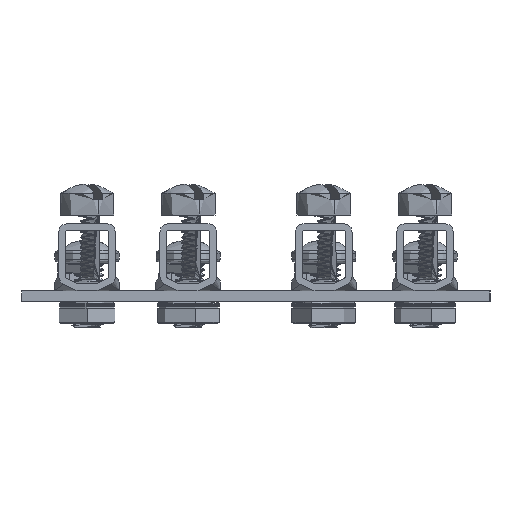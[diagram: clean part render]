
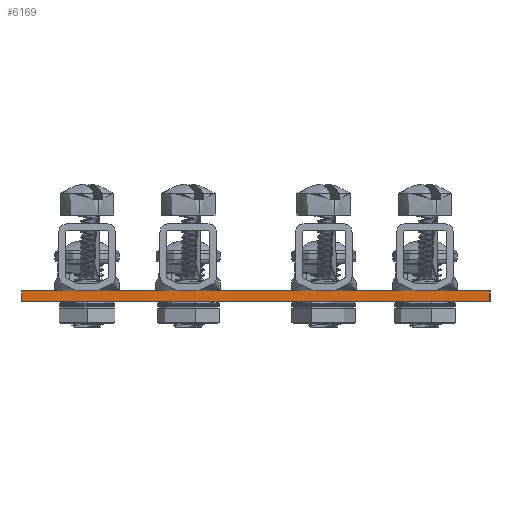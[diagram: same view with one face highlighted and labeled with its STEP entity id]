
A CAD part, front view. The second image highlights one B-rep face of the part: STEP entity #6169.
In plain terms, the highlighted planar face has unit normal (0, -1, 0).
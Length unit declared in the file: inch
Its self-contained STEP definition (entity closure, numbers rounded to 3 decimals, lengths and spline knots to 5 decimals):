
#6169 = ADVANCED_FACE ( 'NONE', ( #75722 ), #49421, .F. ) ;
#9006 = VERTEX_POINT ( 'NONE', #73329 ) ;
#15103 = EDGE_CURVE ( 'NONE', #73159, #76968, #60010, .T. ) ;
#15361 = CARTESIAN_POINT ( 'NONE',  ( 2.72, 0., -0.031 ) ) ;
#17215 = DIRECTION ( 'NONE',  ( 0., 0., 1. ) ) ;
#18124 = LINE ( 'NONE', #72820, #87954 ) ;
#23603 = EDGE_CURVE ( 'NONE', #73159, #42023, #18124, .T. ) ;
#23696 = DIRECTION ( 'NONE',  ( 1., 0., 0. ) ) ;
#23886 = LINE ( 'NONE', #15361, #29046 ) ;
#29046 = VECTOR ( 'NONE', #23696, 39.37008 ) ;
#30408 = ORIENTED_EDGE ( 'NONE', *, *, #54876, .T. ) ;
#30681 = LINE ( 'NONE', #58051, #99233 ) ;
#31571 = ORIENTED_EDGE ( 'NONE', *, *, #15103, .T. ) ;
#38959 = CARTESIAN_POINT ( 'NONE',  ( 0., 0., 0.031 ) ) ;
#41068 = DIRECTION ( 'NONE',  ( 0., 0., -1. ) ) ;
#42023 = VERTEX_POINT ( 'NONE', #100258 ) ;
#46369 = EDGE_CURVE ( 'NONE', #42023, #9006, #30681, .T. ) ;
#49421 = PLANE ( 'NONE',  #92199 ) ;
#54876 = EDGE_CURVE ( 'NONE', #76968, #9006, #23886, .T. ) ;
#55501 = DIRECTION ( 'NONE',  ( 0., 0., -1. ) ) ;
#58051 = CARTESIAN_POINT ( 'NONE',  ( 2.72, 0., 0.031 ) ) ;
#60010 = LINE ( 'NONE', #71691, #96161 ) ;
#71691 = CARTESIAN_POINT ( 'NONE',  ( 0., 0., 0.031 ) ) ;
#72820 = CARTESIAN_POINT ( 'NONE',  ( 2.72, 0., 0.031 ) ) ;
#73159 = VERTEX_POINT ( 'NONE', #38959 ) ;
#73329 = CARTESIAN_POINT ( 'NONE',  ( 2.72, 0., -0.031 ) ) ;
#75722 = FACE_OUTER_BOUND ( 'NONE', #95460, .T. ) ;
#76968 = VERTEX_POINT ( 'NONE', #97368 ) ;
#81477 = DIRECTION ( 'NONE',  ( 1., 0., 0. ) ) ;
#84078 = DIRECTION ( 'NONE',  ( 0., 1., 0. ) ) ;
#87954 = VECTOR ( 'NONE', #81477, 39.37008 ) ;
#91285 = CARTESIAN_POINT ( 'NONE',  ( 2.72, 0., 0.031 ) ) ;
#92199 = AXIS2_PLACEMENT_3D ( 'NONE', #91285, #84078, #17215 ) ;
#95460 = EDGE_LOOP ( 'NONE', ( #30408, #104524, #104731, #31571 ) ) ;
#96161 = VECTOR ( 'NONE', #55501, 39.37008 ) ;
#97368 = CARTESIAN_POINT ( 'NONE',  ( 0., 0., -0.031 ) ) ;
#99233 = VECTOR ( 'NONE', #41068, 39.37008 ) ;
#100258 = CARTESIAN_POINT ( 'NONE',  ( 2.72, 0., 0.031 ) ) ;
#104524 = ORIENTED_EDGE ( 'NONE', *, *, #46369, .F. ) ;
#104731 = ORIENTED_EDGE ( 'NONE', *, *, #23603, .F. ) ;
